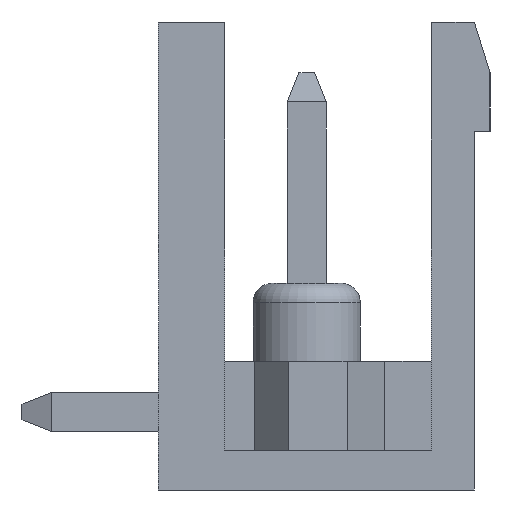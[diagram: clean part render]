
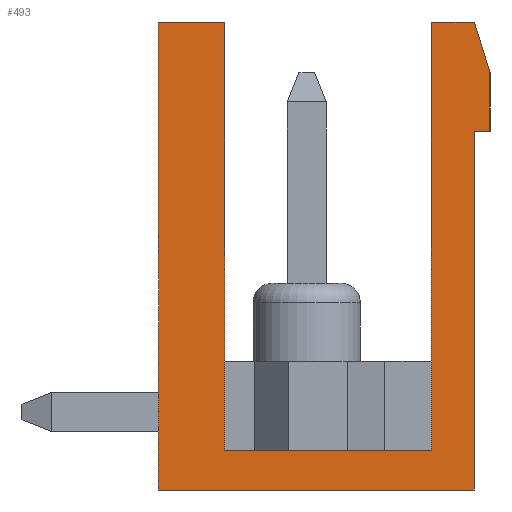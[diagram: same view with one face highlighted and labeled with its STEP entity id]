
A CAD part, left-side view. The second image highlights one B-rep face of the part: STEP entity #493.
In plain terms, the highlighted planar face has unit normal (-1, 0, 0).
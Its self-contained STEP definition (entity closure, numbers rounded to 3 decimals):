
#493 = ADVANCED_FACE( '', ( #1135 ), #1136, .F. );
#1135 = FACE_OUTER_BOUND( '', #1966, .T. );
#1136 = PLANE( '', #1967 );
#1966 = EDGE_LOOP( '', ( #3140, #3141, #3142, #3143, #3144, #3145, #3146, #3147, #3148, #3149, #3150 ) );
#1967 = AXIS2_PLACEMENT_3D( '', #3151, #3152, #3153 );
#3140 = ORIENTED_EDGE( '', *, *, #5463, .T. );
#3141 = ORIENTED_EDGE( '', *, *, #5464, .F. );
#3142 = ORIENTED_EDGE( '', *, *, #5465, .F. );
#3143 = ORIENTED_EDGE( '', *, *, #5466, .F. );
#3144 = ORIENTED_EDGE( '', *, *, #5467, .T. );
#3145 = ORIENTED_EDGE( '', *, *, #5164, .F. );
#3146 = ORIENTED_EDGE( '', *, *, #5285, .F. );
#3147 = ORIENTED_EDGE( '', *, *, #5468, .F. );
#3148 = ORIENTED_EDGE( '', *, *, #5469, .T. );
#3149 = ORIENTED_EDGE( '', *, *, #5470, .T. );
#3150 = ORIENTED_EDGE( '', *, *, #5471, .F. );
#3151 = CARTESIAN_POINT( '', ( -17.78, 0., 0. ) );
#3152 = DIRECTION( '', ( 1., 0., 0. ) );
#3153 = DIRECTION( '', ( 0., 0., -1. ) );
#5164 = EDGE_CURVE( '', #6185, #6186, #6187, .T. );
#5285 = EDGE_CURVE( '', #6402, #6185, #6403, .T. );
#5463 = EDGE_CURVE( '', #6704, #6705, #6706, .T. );
#5464 = EDGE_CURVE( '', #6707, #6705, #6708, .T. );
#5465 = EDGE_CURVE( '', #6709, #6707, #6710, .T. );
#5466 = EDGE_CURVE( '', #6711, #6709, #6712, .T. );
#5467 = EDGE_CURVE( '', #6711, #6186, #6713, .T. );
#5468 = EDGE_CURVE( '', #6714, #6402, #6715, .T. );
#5469 = EDGE_CURVE( '', #6714, #6716, #6717, .T. );
#5470 = EDGE_CURVE( '', #6716, #6718, #6719, .T. );
#5471 = EDGE_CURVE( '', #6704, #6718, #6720, .T. );
#6185 = VERTEX_POINT( '', #7695 );
#6186 = VERTEX_POINT( '', #7696 );
#6187 = LINE( '', #7697, #7698 );
#6402 = VERTEX_POINT( '', #7999 );
#6403 = LINE( '', #8000, #8001 );
#6704 = VERTEX_POINT( '', #8442 );
#6705 = VERTEX_POINT( '', #8443 );
#6706 = LINE( '', #8444, #8445 );
#6707 = VERTEX_POINT( '', #8446 );
#6708 = LINE( '', #8447, #8448 );
#6709 = VERTEX_POINT( '', #8449 );
#6710 = LINE( '', #8450, #8451 );
#6711 = VERTEX_POINT( '', #8452 );
#6712 = LINE( '', #8453, #8454 );
#6713 = LINE( '', #8455, #8456 );
#6714 = VERTEX_POINT( '', #8457 );
#6715 = LINE( '', #8458, #8459 );
#6716 = VERTEX_POINT( '', #8460 );
#6717 = LINE( '', #8461, #8462 );
#6718 = VERTEX_POINT( '', #8463 );
#6719 = LINE( '', #8464, #8465 );
#6720 = LINE( '', #8466, #8467 );
#7695 = CARTESIAN_POINT( '', ( -17.78, 4.05, 6. ) );
#7696 = CARTESIAN_POINT( '', ( -17.78, 2.35, 6. ) );
#7697 = CARTESIAN_POINT( '', ( -17.78, 4.05, 6. ) );
#7698 = VECTOR( '', #9809, 1000. );
#7999 = CARTESIAN_POINT( '', ( -17.78, 4.05, -6. ) );
#8000 = CARTESIAN_POINT( '', ( -17.78, 4.05, -6. ) );
#8001 = VECTOR( '', #9944, 1000. );
#8442 = CARTESIAN_POINT( '', ( -17.78, -4.45, 4.7 ) );
#8443 = CARTESIAN_POINT( '', ( -17.78, -4.05, 6. ) );
#8444 = CARTESIAN_POINT( '', ( -17.78, -4.45, 4.7 ) );
#8445 = VECTOR( '', #10103, 1000. );
#8446 = CARTESIAN_POINT( '', ( -17.78, -2.95, 6. ) );
#8447 = CARTESIAN_POINT( '', ( -17.78, 4.05, 6. ) );
#8448 = VECTOR( '', #10104, 1000. );
#8449 = CARTESIAN_POINT( '', ( -17.78, -2.95, -5. ) );
#8450 = CARTESIAN_POINT( '', ( -17.78, -2.95, -5. ) );
#8451 = VECTOR( '', #10105, 1000. );
#8452 = CARTESIAN_POINT( '', ( -17.78, 2.35, -5. ) );
#8453 = CARTESIAN_POINT( '', ( -17.78, 2.35, -5. ) );
#8454 = VECTOR( '', #10106, 1000. );
#8455 = CARTESIAN_POINT( '', ( -17.78, 2.35, -5. ) );
#8456 = VECTOR( '', #10107, 1000. );
#8457 = CARTESIAN_POINT( '', ( -17.78, -4.05, -6. ) );
#8458 = CARTESIAN_POINT( '', ( -17.78, -4.45, -6. ) );
#8459 = VECTOR( '', #10108, 1000. );
#8460 = CARTESIAN_POINT( '', ( -17.78, -4.05, 3.2 ) );
#8461 = CARTESIAN_POINT( '', ( -17.78, -4.05, -6. ) );
#8462 = VECTOR( '', #10109, 1000. );
#8463 = CARTESIAN_POINT( '', ( -17.78, -4.45, 3.2 ) );
#8464 = CARTESIAN_POINT( '', ( -17.78, -4.05, 3.2 ) );
#8465 = VECTOR( '', #10110, 1000. );
#8466 = CARTESIAN_POINT( '', ( -17.78, -4.45, 6. ) );
#8467 = VECTOR( '', #10111, 1000. );
#9809 = DIRECTION( '', ( 0., -1., 0. ) );
#9944 = DIRECTION( '', ( 0., 0., 1. ) );
#10103 = DIRECTION( '', ( 0., 0.294, 0.956 ) );
#10104 = DIRECTION( '', ( 0., -1., 0. ) );
#10105 = DIRECTION( '', ( 0., 0., 1. ) );
#10106 = DIRECTION( '', ( 0., -1., 0. ) );
#10107 = DIRECTION( '', ( 0., 0., 1. ) );
#10108 = DIRECTION( '', ( 0., 1., 0. ) );
#10109 = DIRECTION( '', ( 0., 0., 1. ) );
#10110 = DIRECTION( '', ( 0., -1., 0. ) );
#10111 = DIRECTION( '', ( 0., 0., -1. ) );
